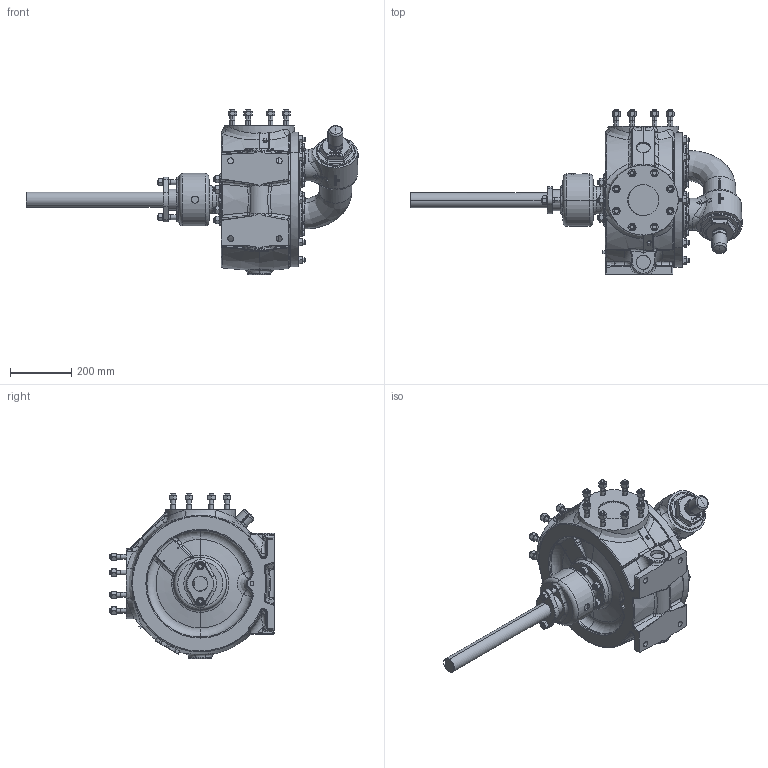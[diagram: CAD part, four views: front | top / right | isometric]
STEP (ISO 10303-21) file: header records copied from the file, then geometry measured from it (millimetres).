
FILE_DESCRIPTION (( 'STEP AP214' ), '1' );
FILE_NAME ('M34.STEP', '2016-11-17T16:55:02', ( '' ), ( '' ), 'SwSTEP 2.0', 'SolidWorks 2015', '' );
FILE_SCHEMA (( 'AUTOMOTIVE_DESIGN' ));
Length unit declared in the file: inch
Products named in the file (1): M34
Bounding box: 1084.49 x 536.45 x 540.14 mm (x, y, z)
Volume: 49703300.1 mm3; surface area: 1346973.4 mm2
Topology: 1 solids, 1 shells, 3160 faces, 7656 edges, 4652 vertices
Faces by surface type: plane 1028, bspline 765, cone 676, cylinder 480, torus 160, sphere 51
Entity records: 177054 total; most frequent: CARTESIAN_POINT 84718, ORIENTED_EDGE 15146, DIRECTION 11487, EDGE_CURVE 7573, AXIS2_PLACEMENT_3D 4720, VERTEX_POINT 4648, EDGE_LOOP 3419, ADVANCED_FACE 3160
